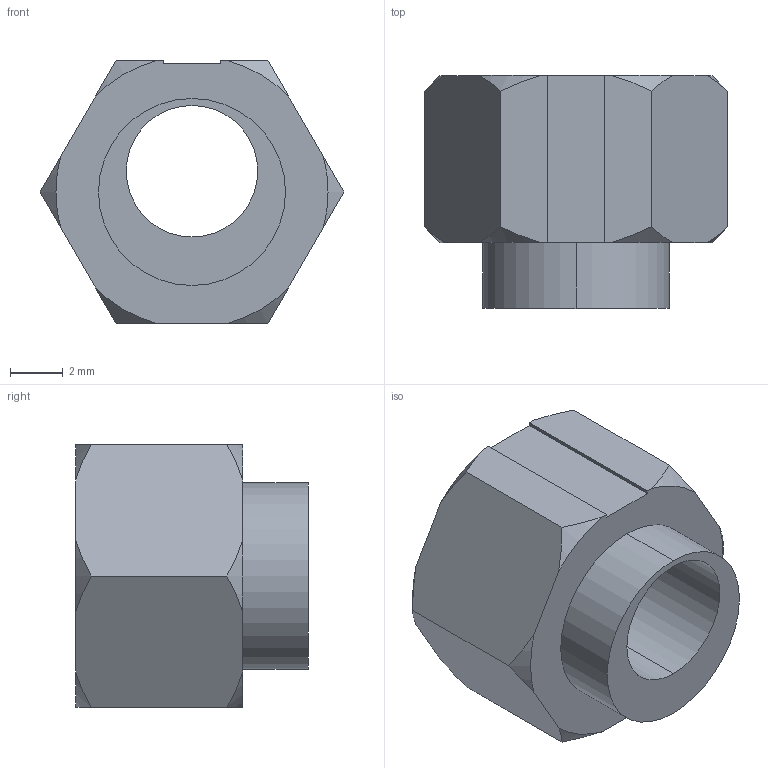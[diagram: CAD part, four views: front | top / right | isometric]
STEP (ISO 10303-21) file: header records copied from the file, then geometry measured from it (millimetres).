
FILE_DESCRIPTION (( 'STEP AP203' ), '1' );
FILE_NAME ('Eccentric Spacer 0.25in.step', '2015-07-29T19:34:44', ( '' ), ( '' ), 'SwSTEP 2.0', 'SolidWorks 2014', '' );
FILE_SCHEMA (( 'CONFIG_CONTROL_DESIGN' ));
Length unit declared in the file: millimetre
Products named in the file (1): Eccentric Spacer 0.25in
Bounding box: 11.55 x 8.85 x 10 mm (x, y, z)
Volume: 471.9 mm3; surface area: 543.4 mm2
Topology: 1 solids, 1 shells, 29 faces, 78 edges, 52 vertices
Faces by surface type: plane 13, cone 12, cylinder 4
Entity records: 1029 total; most frequent: CARTESIAN_POINT 244, ORIENTED_EDGE 156, DIRECTION 134, EDGE_CURVE 78, VERTEX_POINT 52, AXIS2_PLACEMENT_3D 50, VECTOR 34, LINE 34
